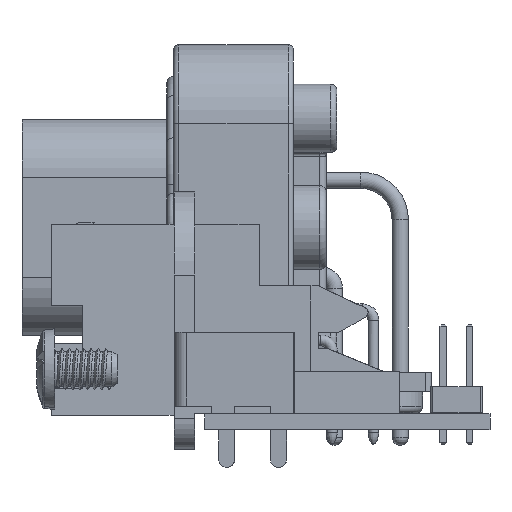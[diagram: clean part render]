
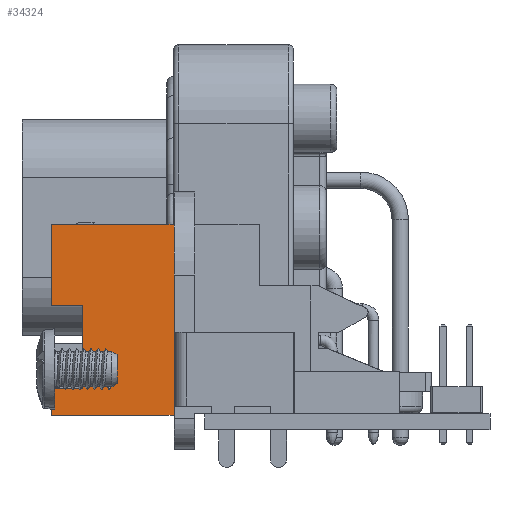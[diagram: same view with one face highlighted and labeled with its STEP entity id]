
A CAD part, front view. The second image highlights one B-rep face of the part: STEP entity #34324.
In plain terms, the highlighted face is planar.
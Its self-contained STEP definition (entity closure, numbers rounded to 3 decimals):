
#34324 = ADVANCED_FACE('',(#34325),#34391,.T.);
#34325 = FACE_BOUND('',#34326,.T.);
#34326 = EDGE_LOOP('',(#34327,#34337,#34345,#34353,#34361,#34369,#34377,
    #34385));
#34327 = ORIENTED_EDGE('',*,*,#34328,.T.);
#34328 = EDGE_CURVE('',#34329,#34331,#34333,.T.);
#34329 = VERTEX_POINT('',#34330);
#34330 = CARTESIAN_POINT('',(20.5,-6.7,-8.804));
#34331 = VERTEX_POINT('',#34332);
#34332 = CARTESIAN_POINT('',(20.5,-6.7,9.596));
#34333 = LINE('',#34334,#34335);
#34334 = CARTESIAN_POINT('',(20.5,-6.7,-5.904));
#34335 = VECTOR('',#34336,1.);
#34336 = DIRECTION('',(0.,0.,1.));
#34337 = ORIENTED_EDGE('',*,*,#34338,.T.);
#34338 = EDGE_CURVE('',#34331,#34339,#34341,.T.);
#34339 = VERTEX_POINT('',#34340);
#34340 = CARTESIAN_POINT('',(20.5,-18.5,9.596));
#34341 = LINE('',#34342,#34343);
#34342 = CARTESIAN_POINT('',(20.5,-0.5,9.596));
#34343 = VECTOR('',#34344,1.);
#34344 = DIRECTION('',(0.,-1.,0.));
#34345 = ORIENTED_EDGE('',*,*,#34346,.F.);
#34346 = EDGE_CURVE('',#34347,#34339,#34349,.T.);
#34347 = VERTEX_POINT('',#34348);
#34348 = CARTESIAN_POINT('',(20.5,-18.5,1.739));
#34349 = LINE('',#34350,#34351);
#34350 = CARTESIAN_POINT('',(20.5,-18.5,3.746));
#34351 = VECTOR('',#34352,1.);
#34352 = DIRECTION('',(0.,0.,1.));
#34353 = ORIENTED_EDGE('',*,*,#34354,.F.);
#34354 = EDGE_CURVE('',#34355,#34347,#34357,.T.);
#34355 = VERTEX_POINT('',#34356);
#34356 = CARTESIAN_POINT('',(20.5,-15.5,1.739));
#34357 = LINE('',#34358,#34359);
#34358 = CARTESIAN_POINT('',(20.5,-15.5,1.739));
#34359 = VECTOR('',#34360,1.);
#34360 = DIRECTION('',(0.,-1.,0.));
#34361 = ORIENTED_EDGE('',*,*,#34362,.F.);
#34362 = EDGE_CURVE('',#34363,#34355,#34365,.T.);
#34363 = VERTEX_POINT('',#34364);
#34364 = CARTESIAN_POINT('',(20.5,-15.5,-6.261));
#34365 = LINE('',#34366,#34367);
#34366 = CARTESIAN_POINT('',(20.5,-15.5,-6.261));
#34367 = VECTOR('',#34368,1.);
#34368 = DIRECTION('',(0.,0.,1.));
#34369 = ORIENTED_EDGE('',*,*,#34370,.T.);
#34370 = EDGE_CURVE('',#34363,#34371,#34373,.T.);
#34371 = VERTEX_POINT('',#34372);
#34372 = CARTESIAN_POINT('',(20.5,-18.5,-6.261));
#34373 = LINE('',#34374,#34375);
#34374 = CARTESIAN_POINT('',(20.5,-15.5,-6.261));
#34375 = VECTOR('',#34376,1.);
#34376 = DIRECTION('',(0.,-1.,0.));
#34377 = ORIENTED_EDGE('',*,*,#34378,.F.);
#34378 = EDGE_CURVE('',#34379,#34371,#34381,.T.);
#34379 = VERTEX_POINT('',#34380);
#34380 = CARTESIAN_POINT('',(20.5,-18.5,-8.804));
#34381 = LINE('',#34382,#34383);
#34382 = CARTESIAN_POINT('',(20.5,-18.5,3.746));
#34383 = VECTOR('',#34384,1.);
#34384 = DIRECTION('',(0.,0.,1.));
#34385 = ORIENTED_EDGE('',*,*,#34386,.F.);
#34386 = EDGE_CURVE('',#34329,#34379,#34387,.T.);
#34387 = LINE('',#34388,#34389);
#34388 = CARTESIAN_POINT('',(20.5,-0.5,-8.804));
#34389 = VECTOR('',#34390,1.);
#34390 = DIRECTION('',(0.,-1.,0.));
#34391 = PLANE('',#34392);
#34392 = AXIS2_PLACEMENT_3D('',#34393,#34394,#34395);
#34393 = CARTESIAN_POINT('',(20.5,-0.5,3.746));
#34394 = DIRECTION('',(1.,0.,0.));
#34395 = DIRECTION('',(0.,-1.,0.));
